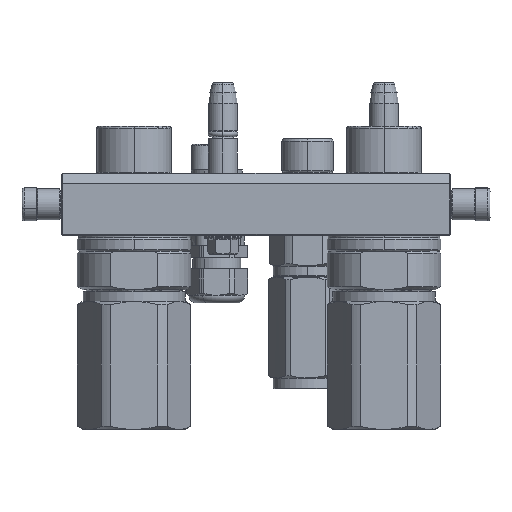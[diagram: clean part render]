
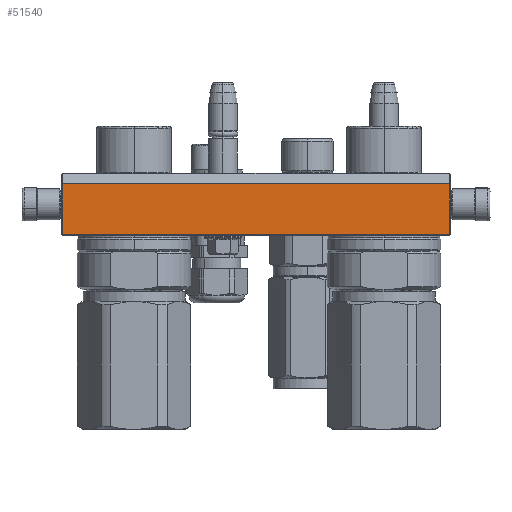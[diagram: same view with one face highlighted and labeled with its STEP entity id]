
A CAD part, left-side view. The second image highlights one B-rep face of the part: STEP entity #51540.
In plain terms, the highlighted face is planar.
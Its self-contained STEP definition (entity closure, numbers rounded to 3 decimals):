
#2787 = CARTESIAN_POINT ( 'NONE',  ( 94., 0., -45. ) ) ;
#3435 = DIRECTION ( 'NONE',  ( -1., 0., 0. ) ) ;
#3469 = DIRECTION ( 'NONE',  ( -1., 0., 0. ) ) ;
#4270 = FACE_OUTER_BOUND ( 'NONE', #10966, .T. ) ;
#6852 = DIRECTION ( 'NONE',  ( 0., 1., 0. ) ) ;
#7731 = CARTESIAN_POINT ( 'NONE',  ( 93.5, 5., -45. ) ) ;
#9630 = VECTOR ( 'NONE', #3435, 1000. ) ;
#10966 = EDGE_LOOP ( 'NONE', ( #59814, #12345, #43122, #16537 ) ) ;
#12066 = VERTEX_POINT ( 'NONE', #43153 ) ;
#12345 = ORIENTED_EDGE ( 'NONE', *, *, #53399, .F. ) ;
#14032 = EDGE_CURVE ( 'NONE', #21763, #23255, #48708, .T. ) ;
#14824 = EDGE_CURVE ( 'NONE', #60660, #21763, #23979, .T. ) ;
#16537 = ORIENTED_EDGE ( 'NONE', *, *, #14824, .T. ) ;
#19366 = CARTESIAN_POINT ( 'NONE',  ( -93.5, 29.5, -45. ) ) ;
#20693 = CARTESIAN_POINT ( 'NONE',  ( -93.5, 5., -45. ) ) ;
#21763 = VERTEX_POINT ( 'NONE', #20693 ) ;
#23255 = VERTEX_POINT ( 'NONE', #19366 ) ;
#23979 = LINE ( 'NONE', #56761, #58289 ) ;
#27483 = EDGE_CURVE ( 'NONE', #60660, #12066, #28522, .T. ) ;
#28522 = LINE ( 'NONE', #7731, #54617 ) ;
#29990 = CARTESIAN_POINT ( 'NONE',  ( 93.5, 5., -45. ) ) ;
#34286 = CARTESIAN_POINT ( 'NONE',  ( -93.5, 5., -45. ) ) ;
#34312 = PLANE ( 'NONE',  #43816 ) ;
#34778 = DIRECTION ( 'NONE',  ( 0., 0., -1. ) ) ;
#38296 = LINE ( 'NONE', #40196, #9630 ) ;
#40196 = CARTESIAN_POINT ( 'NONE',  ( 93.5, 29.5, -45. ) ) ;
#43122 = ORIENTED_EDGE ( 'NONE', *, *, #27483, .F. ) ;
#43153 = CARTESIAN_POINT ( 'NONE',  ( 93.5, 29.5, -45. ) ) ;
#43816 = AXIS2_PLACEMENT_3D ( 'NONE', #2787, #34778, #3469 ) ;
#48708 = LINE ( 'NONE', #34286, #51943 ) ;
#50473 = DIRECTION ( 'NONE',  ( 0., 1., 0. ) ) ;
#51540 = ADVANCED_FACE ( 'NONE', ( #4270 ), #34312, .T. ) ;
#51943 = VECTOR ( 'NONE', #50473, 1000. ) ;
#53399 = EDGE_CURVE ( 'NONE', #12066, #23255, #38296, .T. ) ;
#54617 = VECTOR ( 'NONE', #6852, 1000. ) ;
#56761 = CARTESIAN_POINT ( 'NONE',  ( 93.5, 5., -45. ) ) ;
#57438 = DIRECTION ( 'NONE',  ( -1., 0., 0. ) ) ;
#58289 = VECTOR ( 'NONE', #57438, 1000. ) ;
#59814 = ORIENTED_EDGE ( 'NONE', *, *, #14032, .T. ) ;
#60660 = VERTEX_POINT ( 'NONE', #29990 ) ;
